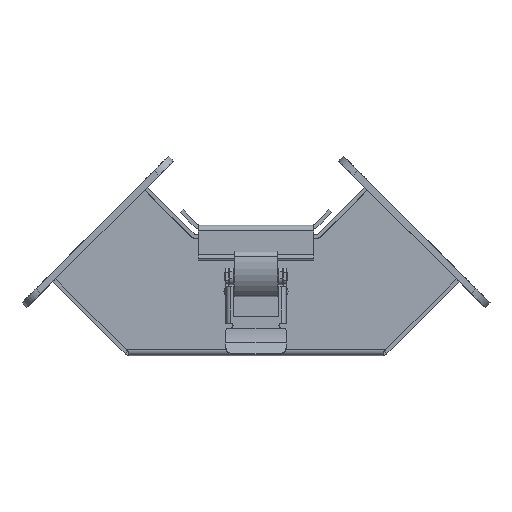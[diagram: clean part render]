
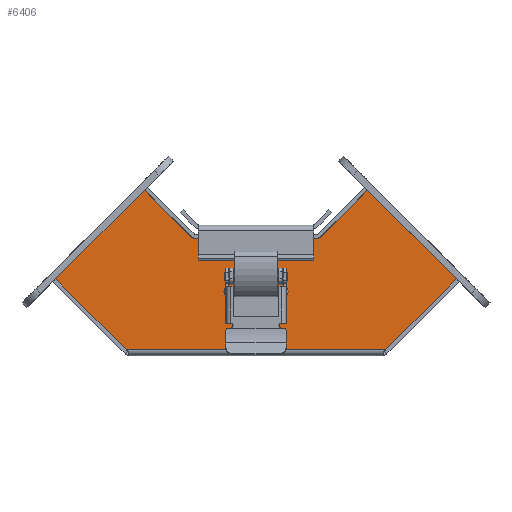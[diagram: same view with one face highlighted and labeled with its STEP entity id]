
A CAD part, front view. The second image highlights one B-rep face of the part: STEP entity #6406.
In plain terms, the highlighted planar face has unit normal (0, -1, 0).
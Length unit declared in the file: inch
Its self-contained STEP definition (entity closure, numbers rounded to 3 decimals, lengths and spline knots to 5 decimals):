
#72 = EDGE_CURVE ( 'NONE', #7025, #9023, #1244, .T. ) ;
#114 = DIRECTION ( 'NONE',  ( -0.707, 0., -0.707 ) ) ;
#238 = EDGE_CURVE ( 'NONE', #1930, #5155, #2183, .T. ) ;
#271 = VERTEX_POINT ( 'NONE', #2485 ) ;
#275 = VECTOR ( 'NONE', #6995, 39.37008 ) ;
#304 = VECTOR ( 'NONE', #8824, 39.37008 ) ;
#414 = LINE ( 'NONE', #3489, #5805 ) ;
#544 = CARTESIAN_POINT ( 'NONE',  ( -3.79871, -1.25, 3.097 ) ) ;
#814 = LINE ( 'NONE', #5526, #1817 ) ;
#944 = EDGE_CURVE ( 'NONE', #7184, #8901, #814, .T. ) ;
#962 = LINE ( 'NONE', #3322, #4942 ) ;
#1016 = VERTEX_POINT ( 'NONE', #5019 ) ;
#1196 = DIRECTION ( 'NONE',  ( 0.707, 0., -0.707 ) ) ;
#1244 = LINE ( 'NONE', #8888, #2348 ) ;
#1263 = DIRECTION ( 'NONE',  ( 1., 0., 0. ) ) ;
#1564 = CARTESIAN_POINT ( 'NONE',  ( -3.79871, -1.25, 3.097 ) ) ;
#1631 = DIRECTION ( 'NONE',  ( -0.707, 0., -0.707 ) ) ;
#1695 = CARTESIAN_POINT ( 'NONE',  ( 2.42389, -1.25, 0.108 ) ) ;
#1754 = AXIS2_PLACEMENT_3D ( 'NONE', #1564, #5519, #4655 ) ;
#1817 = VECTOR ( 'NONE', #114, 39.37008 ) ;
#1930 = VERTEX_POINT ( 'NONE', #1695 ) ;
#2183 = LINE ( 'NONE', #4531, #275 ) ;
#2188 = LINE ( 'NONE', #8560, #8528 ) ;
#2348 = VECTOR ( 'NONE', #1196, 39.37008 ) ;
#2420 = EDGE_LOOP ( 'NONE', ( #8573, #5890, #3643, #7977, #3458, #9132, #7931, #4654, #9745, #4395 ) ) ;
#2485 = CARTESIAN_POINT ( 'NONE',  ( -2.081, -1.25, 3.097 ) ) ;
#2522 = EDGE_CURVE ( 'NONE', #9023, #1930, #5869, .T. ) ;
#3322 = CARTESIAN_POINT ( 'NONE',  ( -3.79871, -1.25, 3.097 ) ) ;
#3360 = DIRECTION ( 'NONE',  ( -0.707, 0., 0.707 ) ) ;
#3458 = ORIENTED_EDGE ( 'NONE', *, *, #2522, .T. ) ;
#3489 = CARTESIAN_POINT ( 'NONE',  ( -1.178, -1.25, 2.194 ) ) ;
#3616 = DIRECTION ( 'NONE',  ( -1., 0., 0. ) ) ;
#3643 = ORIENTED_EDGE ( 'NONE', *, *, #7235, .T. ) ;
#4070 = LINE ( 'NONE', #4122, #4512 ) ;
#4122 = CARTESIAN_POINT ( 'NONE',  ( 3.74975, -1.25, 1.43386 ) ) ;
#4395 = ORIENTED_EDGE ( 'NONE', *, *, #5850, .T. ) ;
#4512 = VECTOR ( 'NONE', #3360, 39.37008 ) ;
#4531 = CARTESIAN_POINT ( 'NONE',  ( 2.42389, -1.25, 0.108 ) ) ;
#4654 = ORIENTED_EDGE ( 'NONE', *, *, #9564, .T. ) ;
#4655 = DIRECTION ( 'NONE',  ( 0., 0., -1. ) ) ;
#4942 = VECTOR ( 'NONE', #9501, 39.37008 ) ;
#5019 = CARTESIAN_POINT ( 'NONE',  ( -1.178, -1.25, 2.194 ) ) ;
#5141 = CARTESIAN_POINT ( 'NONE',  ( -3.74975, -1.25, 1.43386 ) ) ;
#5155 = VERTEX_POINT ( 'NONE', #5397 ) ;
#5188 = CARTESIAN_POINT ( 'NONE',  ( -2.08661, -1.25, 3.097 ) ) ;
#5397 = CARTESIAN_POINT ( 'NONE',  ( 3.74975, -1.25, 1.43386 ) ) ;
#5398 = CARTESIAN_POINT ( 'NONE',  ( 2.08661, -1.25, 3.097 ) ) ;
#5519 = DIRECTION ( 'NONE',  ( 0., -1., 0. ) ) ;
#5526 = CARTESIAN_POINT ( 'NONE',  ( 2.081, -1.25, 3.097 ) ) ;
#5805 = VECTOR ( 'NONE', #6585, 39.37008 ) ;
#5850 = EDGE_CURVE ( 'NONE', #8901, #1016, #8774, .T. ) ;
#5869 = LINE ( 'NONE', #7331, #6290 ) ;
#5890 = ORIENTED_EDGE ( 'NONE', *, *, #9466, .T. ) ;
#6290 = VECTOR ( 'NONE', #1263, 39.37008 ) ;
#6390 = CARTESIAN_POINT ( 'NONE',  ( 2.081, -1.25, 3.097 ) ) ;
#6406 = ADVANCED_FACE ( 'NONE', ( #7845 ), #9360, .T. ) ;
#6585 = DIRECTION ( 'NONE',  ( -0.707, 0., 0.707 ) ) ;
#6995 = DIRECTION ( 'NONE',  ( 0.707, 0., 0.707 ) ) ;
#7025 = VERTEX_POINT ( 'NONE', #5141 ) ;
#7083 = VERTEX_POINT ( 'NONE', #5188 ) ;
#7184 = VERTEX_POINT ( 'NONE', #6390 ) ;
#7235 = EDGE_CURVE ( 'NONE', #7083, #7025, #2188, .T. ) ;
#7331 = CARTESIAN_POINT ( 'NONE',  ( -3.79871, -1.25, 0.108 ) ) ;
#7583 = EDGE_CURVE ( 'NONE', #1016, #271, #414, .T. ) ;
#7845 = FACE_OUTER_BOUND ( 'NONE', #2420, .T. ) ;
#7852 = CARTESIAN_POINT ( 'NONE',  ( -2.42389, -1.25, 0.108 ) ) ;
#7931 = ORIENTED_EDGE ( 'NONE', *, *, #8227, .T. ) ;
#7977 = ORIENTED_EDGE ( 'NONE', *, *, #72, .T. ) ;
#8227 = EDGE_CURVE ( 'NONE', #5155, #9727, #4070, .T. ) ;
#8528 = VECTOR ( 'NONE', #1631, 39.37008 ) ;
#8560 = CARTESIAN_POINT ( 'NONE',  ( -2.08661, -1.25, 3.097 ) ) ;
#8573 = ORIENTED_EDGE ( 'NONE', *, *, #7583, .T. ) ;
#8774 = LINE ( 'NONE', #9726, #304 ) ;
#8824 = DIRECTION ( 'NONE',  ( -1., 0., 0. ) ) ;
#8888 = CARTESIAN_POINT ( 'NONE',  ( -3.74975, -1.25, 1.43386 ) ) ;
#8901 = VERTEX_POINT ( 'NONE', #9260 ) ;
#8937 = LINE ( 'NONE', #544, #8969 ) ;
#8969 = VECTOR ( 'NONE', #3616, 39.37008 ) ;
#9023 = VERTEX_POINT ( 'NONE', #7852 ) ;
#9132 = ORIENTED_EDGE ( 'NONE', *, *, #238, .T. ) ;
#9260 = CARTESIAN_POINT ( 'NONE',  ( 1.178, -1.25, 2.194 ) ) ;
#9360 = PLANE ( 'NONE',  #1754 ) ;
#9466 = EDGE_CURVE ( 'NONE', #271, #7083, #962, .T. ) ;
#9501 = DIRECTION ( 'NONE',  ( -1., 0., 0. ) ) ;
#9564 = EDGE_CURVE ( 'NONE', #9727, #7184, #8937, .T. ) ;
#9726 = CARTESIAN_POINT ( 'NONE',  ( -3.79871, -1.25, 2.194 ) ) ;
#9727 = VERTEX_POINT ( 'NONE', #5398 ) ;
#9745 = ORIENTED_EDGE ( 'NONE', *, *, #944, .T. ) ;
